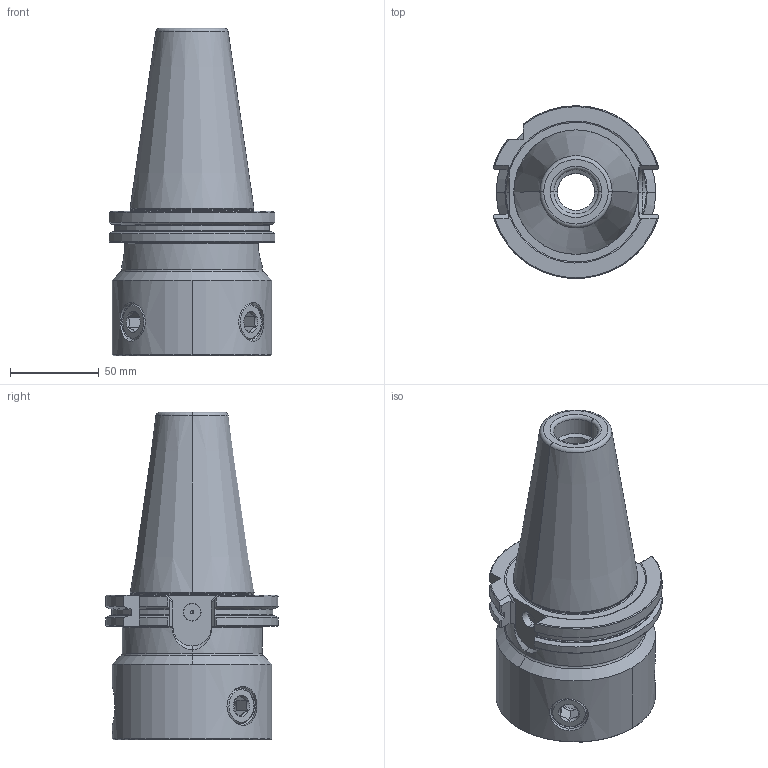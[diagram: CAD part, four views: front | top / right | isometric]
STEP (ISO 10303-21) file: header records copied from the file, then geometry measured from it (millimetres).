
FILE_DESCRIPTION(('no description'),'unknown implementation level');
FILE_NAME('C9FCACE9-5E28-48C4-AFC7-DDC5792AA03D_export.stp',' ',('CIMSOURCE GmbH'),('CADClick - KiM GmbH - www.kimweb.de'),'unknown preprocess','ACIS','unknown authorization');
FILE_SCHEMA(('automotive_design'));
Length unit declared in the file: millimetre
Products named in the file (4): 323.861N Kaiser SK50 BVD X CKN7 X 160|690.437 Kaiser ETL M20 X 29 CK7_Standard;NONE; 323.861N Kaiser SK50 BVD X CKN7 X 160|323.861N Kaiser SK50 BVD X CKN7 X 160_Standard;NONE
Bounding box: 93.52 x 97.27 x 184.6 mm (x, y, z)
Volume: 577714.9 mm3; surface area: 83790.5 mm2
Topology: 4 solids, 4 shells, 284 faces, 693 edges, 417 vertices
Faces by surface type: plane 101, cone 84, cylinder 77, torus 22
Entity records: 17134 total; most frequent: CARTESIAN_POINT 2696, DIRECTION 1403, STYLED_ITEM 1388, PRESENTATION_STYLE_ASSIGNMENT 1388, COLOUR_RGB 1388, ORIENTED_EDGE 1366, EDGE_CURVE 683, CURVE_STYLE 683
